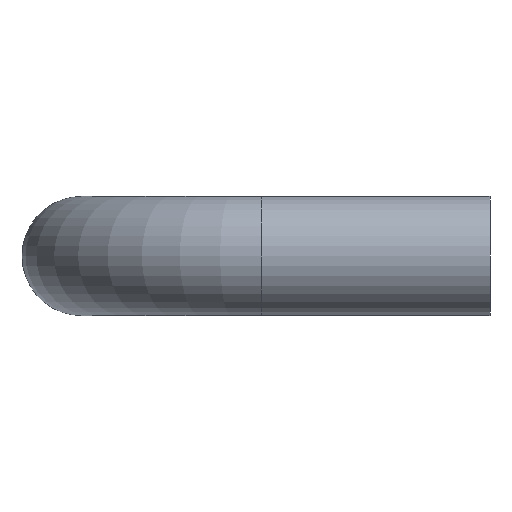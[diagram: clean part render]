
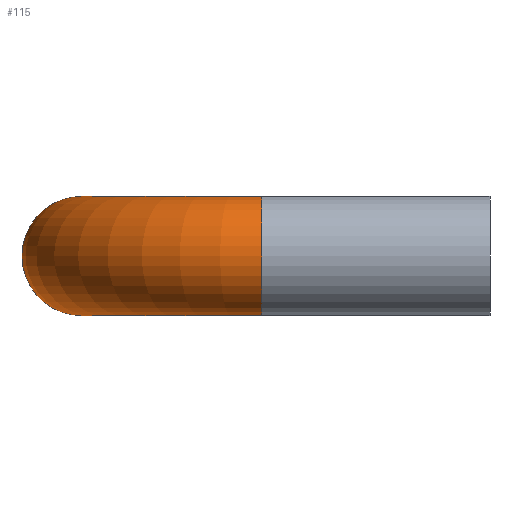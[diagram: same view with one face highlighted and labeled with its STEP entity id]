
A CAD part, front view. The second image highlights one B-rep face of the part: STEP entity #115.
In plain terms, the highlighted toroidal (fillet/blend) face has major radius 53 mm and minor radius 17.5 mm.
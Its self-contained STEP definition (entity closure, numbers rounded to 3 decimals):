
#20=TOROIDAL_SURFACE('',#150,53.,17.5);
#25=FACE_OUTER_BOUND('',#33,.T.);
#33=EDGE_LOOP('',(#95,#96,#97,#98));
#53=CIRCLE('',#149,17.5);
#54=CIRCLE('',#151,35.5);
#55=CIRCLE('',#152,17.5);
#62=VERTEX_POINT('',#217);
#63=VERTEX_POINT('',#221);
#74=EDGE_CURVE('',#62,#62,#53,.T.);
#75=EDGE_CURVE('',#62,#63,#54,.T.);
#76=EDGE_CURVE('',#63,#63,#55,.T.);
#95=ORIENTED_EDGE('',*,*,#74,.T.);
#96=ORIENTED_EDGE('',*,*,#75,.T.);
#97=ORIENTED_EDGE('',*,*,#76,.F.);
#98=ORIENTED_EDGE('',*,*,#75,.F.);
#115=ADVANCED_FACE('',(#25),#20,.T.);
#149=AXIS2_PLACEMENT_3D('',#219,#182,#183);
#150=AXIS2_PLACEMENT_3D('',#220,#184,#185);
#151=AXIS2_PLACEMENT_3D('',#222,#186,#187);
#152=AXIS2_PLACEMENT_3D('',#223,#188,#189);
#182=DIRECTION('center_axis',(0.,-1.,0.));
#183=DIRECTION('ref_axis',(-1.,0.,0.));
#184=DIRECTION('center_axis',(0.,0.,-1.));
#185=DIRECTION('ref_axis',(-1.,0.,0.));
#186=DIRECTION('center_axis',(0.,0.,1.));
#187=DIRECTION('ref_axis',(-1.,0.,0.));
#188=DIRECTION('center_axis',(1.,0.,0.));
#189=DIRECTION('ref_axis',(0.,-1.,0.));
#217=CARTESIAN_POINT('',(-102.5,53.,0.));
#219=CARTESIAN_POINT('Origin',(-120.,53.,0.));
#220=CARTESIAN_POINT('Origin',(-67.,53.,0.));
#221=CARTESIAN_POINT('',(-67.,17.5,0.));
#222=CARTESIAN_POINT('Origin',(-67.,53.,0.));
#223=CARTESIAN_POINT('Origin',(-67.,0.,0.));
